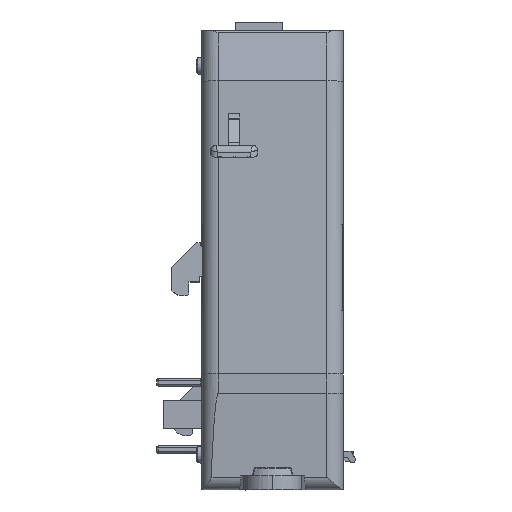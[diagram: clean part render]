
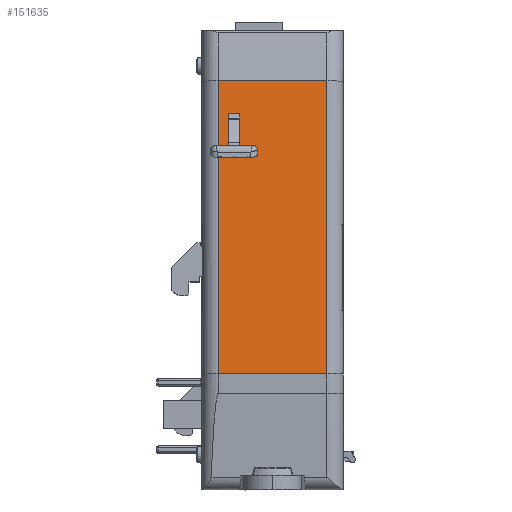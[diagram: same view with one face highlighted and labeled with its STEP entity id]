
A CAD part, front view. The second image highlights one B-rep face of the part: STEP entity #151635.
In plain terms, the highlighted planar face has unit normal (0, -0.999, 0.044).
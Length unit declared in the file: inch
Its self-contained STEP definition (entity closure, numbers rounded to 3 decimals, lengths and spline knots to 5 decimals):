
#3058 = VERTEX_POINT ( 'NONE', #9242 ) ;
#3379 = VERTEX_POINT ( 'NONE', #31264 ) ;
#4581 = EDGE_CURVE ( 'NONE', #57797, #3379, #131618, .T. ) ;
#8292 = FACE_OUTER_BOUND ( 'NONE', #112877, .T. ) ;
#9242 = CARTESIAN_POINT ( 'NONE',  ( -0.17505, -1.74776, -0.49051 ) ) ;
#9419 = DIRECTION ( 'NONE',  ( -1., 0., 0. ) ) ;
#9579 = ORIENTED_EDGE ( 'NONE', *, *, #24456, .F. ) ;
#10921 = DIRECTION ( 'NONE',  ( 0., -0.044, -0.999 ) ) ;
#11564 = PLANE ( 'NONE',  #173754 ) ;
#12809 = ORIENTED_EDGE ( 'NONE', *, *, #172033, .F. ) ;
#13073 = CARTESIAN_POINT ( 'NONE',  ( 0.63541, -1.73772, -0.26054 ) ) ;
#17409 = DIRECTION ( 'NONE',  ( 0., -0.044, -0.999 ) ) ;
#24456 = EDGE_CURVE ( 'NONE', #61671, #125559, #98160, .T. ) ;
#28455 = EDGE_LOOP ( 'NONE', ( #12809, #68559, #97501, #149247 ) ) ;
#29507 = CARTESIAN_POINT ( 'NONE',  ( 0.51828, -1.73772, -0.26054 ) ) ;
#29995 = EDGE_CURVE ( 'NONE', #144881, #3058, #187451, .T. ) ;
#31264 = CARTESIAN_POINT ( 'NONE',  ( -0.09629, -1.75976, -0.76539 ) ) ;
#39128 = LINE ( 'NONE', #13073, #192523 ) ;
#41586 = CARTESIAN_POINT ( 'NONE',  ( 0.51828, -1.92586, -4.56957 ) ) ;
#42019 = VECTOR ( 'NONE', #165562, 39.37008 ) ;
#45648 = VECTOR ( 'NONE', #166002, 39.37008 ) ;
#48514 = CARTESIAN_POINT ( 'NONE',  ( 0.63541, -1.75976, -0.76539 ) ) ;
#54506 = VERTEX_POINT ( 'NONE', #29507 ) ;
#57797 = VERTEX_POINT ( 'NONE', #141027 ) ;
#61262 = LINE ( 'NONE', #41586, #140410 ) ;
#61644 = CARTESIAN_POINT ( 'NONE',  ( -0.13567, -1.74776, -0.49051 ) ) ;
#61671 = VERTEX_POINT ( 'NONE', #174006 ) ;
#66282 = EDGE_CURVE ( 'NONE', #61671, #54506, #61262, .T. ) ;
#68559 = ORIENTED_EDGE ( 'NONE', *, *, #4581, .T. ) ;
#70984 = CARTESIAN_POINT ( 'NONE',  ( -0.17505, -1.75976, -0.76539 ) ) ;
#76904 = DIRECTION ( 'NONE',  ( 1., 0., 0. ) ) ;
#78659 = EDGE_CURVE ( 'NONE', #119662, #125559, #161879, .T. ) ;
#79383 = EDGE_CURVE ( 'NONE', #54506, #119662, #39128, .T. ) ;
#85400 = ORIENTED_EDGE ( 'NONE', *, *, #78659, .T. ) ;
#87104 = ORIENTED_EDGE ( 'NONE', *, *, #66282, .T. ) ;
#90158 = CARTESIAN_POINT ( 'NONE',  ( -0.24746, -1.82827, -2.33452 ) ) ;
#96118 = CARTESIAN_POINT ( 'NONE',  ( 0.63541, -1.92586, -4.56957 ) ) ;
#97501 = ORIENTED_EDGE ( 'NONE', *, *, #106990, .F. ) ;
#98160 = LINE ( 'NONE', #127130, #128349 ) ;
#100039 = LINE ( 'NONE', #61644, #42019 ) ;
#100747 = DIRECTION ( 'NONE',  ( 0., 0.044, 0.999 ) ) ;
#106990 = EDGE_CURVE ( 'NONE', #144881, #3379, #175551, .T. ) ;
#108284 = DIRECTION ( 'NONE',  ( 0., 0.044, 0.999 ) ) ;
#112877 = EDGE_LOOP ( 'NONE', ( #9579, #87104, #187165, #85400 ) ) ;
#119662 = VERTEX_POINT ( 'NONE', #143209 ) ;
#119824 = FACE_BOUND ( 'NONE', #28455, .T. ) ;
#125559 = VERTEX_POINT ( 'NONE', #141899 ) ;
#127130 = CARTESIAN_POINT ( 'NONE',  ( 0.63541, -1.82827, -2.33452 ) ) ;
#128349 = VECTOR ( 'NONE', #9419, 39.37008 ) ;
#131206 = DIRECTION ( 'NONE',  ( 0., -0.999, 0.044 ) ) ;
#131618 = LINE ( 'NONE', #166133, #148060 ) ;
#140410 = VECTOR ( 'NONE', #100747, 39.37008 ) ;
#141027 = CARTESIAN_POINT ( 'NONE',  ( -0.09629, -1.74776, -0.49051 ) ) ;
#141899 = CARTESIAN_POINT ( 'NONE',  ( -0.24746, -1.82827, -2.33452 ) ) ;
#143209 = CARTESIAN_POINT ( 'NONE',  ( -0.24746, -1.73772, -0.26054 ) ) ;
#144881 = VERTEX_POINT ( 'NONE', #70984 ) ;
#148060 = VECTOR ( 'NONE', #17409, 39.37008 ) ;
#149247 = ORIENTED_EDGE ( 'NONE', *, *, #29995, .T. ) ;
#150279 = VECTOR ( 'NONE', #108284, 39.37008 ) ;
#151635 = ADVANCED_FACE ( 'NONE', ( #8292, #119824 ), #11564, .T. ) ;
#161197 = DIRECTION ( 'NONE',  ( -1., 0., 0. ) ) ;
#161879 = LINE ( 'NONE', #90158, #45648 ) ;
#165562 = DIRECTION ( 'NONE',  ( -1., 0., 0. ) ) ;
#166002 = DIRECTION ( 'NONE',  ( 0., -0.044, -0.999 ) ) ;
#166133 = CARTESIAN_POINT ( 'NONE',  ( -0.09629, -1.92586, -4.56957 ) ) ;
#170856 = VECTOR ( 'NONE', #76904, 39.37008 ) ;
#172033 = EDGE_CURVE ( 'NONE', #57797, #3058, #100039, .T. ) ;
#173754 = AXIS2_PLACEMENT_3D ( 'NONE', #96118, #131206, #10921 ) ;
#174006 = CARTESIAN_POINT ( 'NONE',  ( 0.51828, -1.82827, -2.33452 ) ) ;
#175551 = LINE ( 'NONE', #48514, #170856 ) ;
#182189 = CARTESIAN_POINT ( 'NONE',  ( -0.17505, -1.92586, -4.56957 ) ) ;
#187165 = ORIENTED_EDGE ( 'NONE', *, *, #79383, .T. ) ;
#187451 = LINE ( 'NONE', #182189, #150279 ) ;
#192523 = VECTOR ( 'NONE', #161197, 39.37008 ) ;
